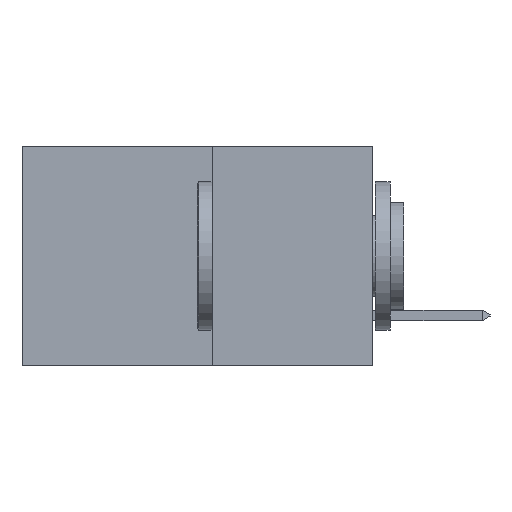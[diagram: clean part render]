
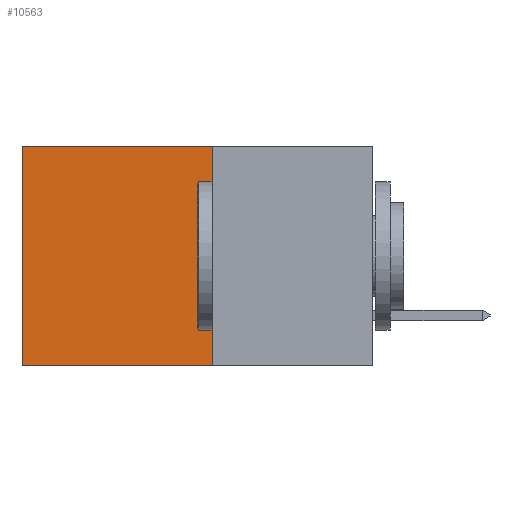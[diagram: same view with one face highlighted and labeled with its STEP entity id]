
A CAD part, left-side view. The second image highlights one B-rep face of the part: STEP entity #10563.
In plain terms, the highlighted planar face has unit normal (-1, 0, 0).
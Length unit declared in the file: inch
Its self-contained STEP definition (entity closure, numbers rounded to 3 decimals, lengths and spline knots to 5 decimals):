
#215 = CARTESIAN_POINT ( 'NONE',  ( 0.277, 0.27, 0. ) ) ;
#682 = DIRECTION ( 'NONE',  ( 0., 0., -1. ) ) ;
#2661 = LINE ( 'NONE', #3480, #9433 ) ;
#2903 = EDGE_CURVE ( 'NONE', #18302, #14480, #2661, .T. ) ;
#3222 = VECTOR ( 'NONE', #15652, 39.37008 ) ;
#3480 = CARTESIAN_POINT ( 'NONE',  ( 0.277, 0.27, 0. ) ) ;
#3632 = ORIENTED_EDGE ( 'NONE', *, *, #2903, .T. ) ;
#4954 = DIRECTION ( 'NONE',  ( 0., 1., 0. ) ) ;
#5300 = CARTESIAN_POINT ( 'NONE',  ( 0.277, 0.59, 0. ) ) ;
#6438 = PLANE ( 'NONE',  #7813 ) ;
#7015 = CARTESIAN_POINT ( 'NONE',  ( 0.277, 0.59, -0.37 ) ) ;
#7288 = DIRECTION ( 'NONE',  ( 0., 1., 0. ) ) ;
#7351 = VECTOR ( 'NONE', #7288, 39.37008 ) ;
#7813 = AXIS2_PLACEMENT_3D ( 'NONE', #7880, #9303, #682 ) ;
#7815 = LINE ( 'NONE', #11548, #7351 ) ;
#7880 = CARTESIAN_POINT ( 'NONE',  ( 0.277, 0.27, -0.37 ) ) ;
#9263 = ORIENTED_EDGE ( 'NONE', *, *, #14582, .T. ) ;
#9303 = DIRECTION ( 'NONE',  ( 1., 0., 0. ) ) ;
#9433 = VECTOR ( 'NONE', #4954, 39.37008 ) ;
#9885 = CARTESIAN_POINT ( 'NONE',  ( 0.277, 0.27, -0.37 ) ) ;
#10345 = VERTEX_POINT ( 'NONE', #14580 ) ;
#10563 = ADVANCED_FACE ( 'NONE', ( #11189 ), #6438, .F. ) ;
#10870 = ORIENTED_EDGE ( 'NONE', *, *, #12082, .F. ) ;
#10997 = EDGE_CURVE ( 'NONE', #12789, #10345, #7815, .T. ) ;
#11116 = EDGE_LOOP ( 'NONE', ( #9263, #17332, #10870, #3632 ) ) ;
#11189 = FACE_OUTER_BOUND ( 'NONE', #11116, .T. ) ;
#11279 = DIRECTION ( 'NONE',  ( 0., 0., -1. ) ) ;
#11548 = CARTESIAN_POINT ( 'NONE',  ( 0.277, 0.27, -0.37 ) ) ;
#12082 = EDGE_CURVE ( 'NONE', #18302, #12789, #15599, .T. ) ;
#12271 = VECTOR ( 'NONE', #11279, 39.37008 ) ;
#12789 = VERTEX_POINT ( 'NONE', #15752 ) ;
#14480 = VERTEX_POINT ( 'NONE', #5300 ) ;
#14580 = CARTESIAN_POINT ( 'NONE',  ( 0.277, 0.59, -0.37 ) ) ;
#14582 = EDGE_CURVE ( 'NONE', #14480, #10345, #16976, .T. ) ;
#15599 = LINE ( 'NONE', #9885, #3222 ) ;
#15652 = DIRECTION ( 'NONE',  ( 0., 0., -1. ) ) ;
#15752 = CARTESIAN_POINT ( 'NONE',  ( 0.277, 0.27, -0.37 ) ) ;
#16976 = LINE ( 'NONE', #7015, #12271 ) ;
#17332 = ORIENTED_EDGE ( 'NONE', *, *, #10997, .F. ) ;
#18302 = VERTEX_POINT ( 'NONE', #215 ) ;
